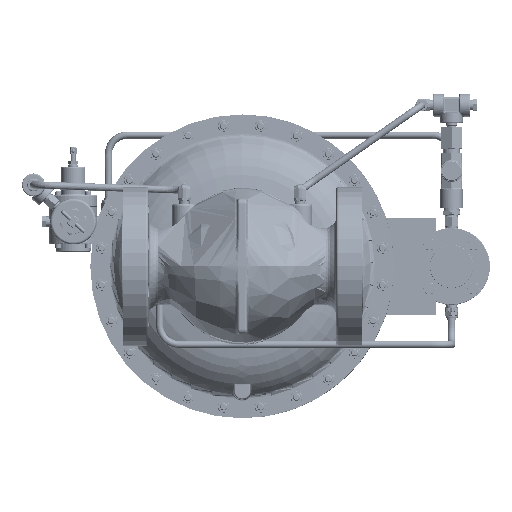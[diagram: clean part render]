
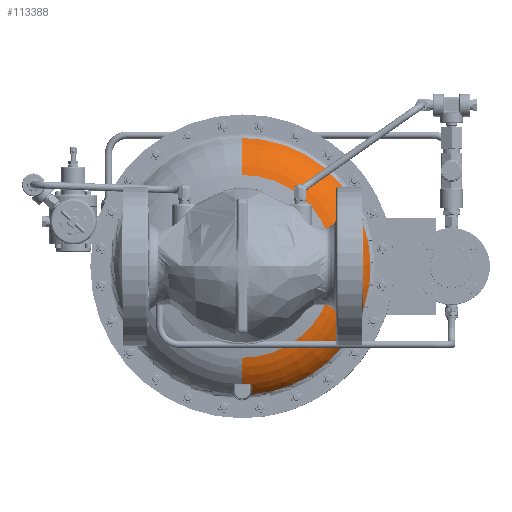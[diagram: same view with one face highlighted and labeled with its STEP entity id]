
A CAD part, front view. The second image highlights one B-rep face of the part: STEP entity #113388.
In plain terms, the highlighted toroidal (fillet/blend) face has major radius 106.491 mm and minor radius 71.438 mm.
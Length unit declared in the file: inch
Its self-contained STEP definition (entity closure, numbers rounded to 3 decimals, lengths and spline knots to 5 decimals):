
#4654 = VERTEX_POINT ( 'NONE', #474442 ) ;
#7258 = CARTESIAN_POINT ( 'NONE',  ( 0.44104, 12.86516, -6.10364 ) ) ;
#9653 = CARTESIAN_POINT ( 'NONE',  ( 0.40488, 12.84332, -6.0826 ) ) ;
#12058 = CARTESIAN_POINT ( 'NONE',  ( 0.35904, 12.835, -6.07637 ) ) ;
#18611 = ORIENTED_EDGE ( 'NONE', *, *, #377142, .F. ) ;
#20661 = CARTESIAN_POINT ( 'NONE',  ( 0., 12.835, -6.08697 ) ) ;
#40509 = FACE_OUTER_BOUND ( 'NONE', #132715, .T. ) ;
#46135 = CIRCLE ( 'NONE', #428301, 6.08697 ) ;
#47248 = CARTESIAN_POINT ( 'NONE',  ( 0.49359, 13.26135, -6.44957 ) ) ;
#63392 = CARTESIAN_POINT ( 'NONE',  ( 0.48633, 13.05115, -6.28214 ) ) ;
#64478 = AXIS2_PLACEMENT_3D ( 'NONE', #357155, #176295, #432636 ) ;
#69332 = VERTEX_POINT ( 'NONE', #483057 ) ;
#72148 = CIRCLE ( 'NONE', #64478, 4.73785 ) ;
#74076 = DIRECTION ( 'NONE',  ( 0., -1., 0. ) ) ;
#77213 = CARTESIAN_POINT ( 'NONE',  ( 0., 14.91381, 0. ) ) ;
#77272 = AXIS2_PLACEMENT_3D ( 'NONE', #241468, #199993, #131521 ) ;
#78418 = EDGE_CURVE ( 'NONE', #200888, #426347, #314246, .T. ) ;
#80730 = ORIENTED_EDGE ( 'NONE', *, *, #343642, .T. ) ;
#87804 = CARTESIAN_POINT ( 'NONE',  ( 0.37797, 12.83608, -6.07641 ) ) ;
#91531 = AXIS2_PLACEMENT_3D ( 'NONE', #377699, #196853, #157873 ) ;
#100986 = CARTESIAN_POINT ( 'NONE',  ( 4.73785, 12.15467, 0. ) ) ;
#103167 = DIRECTION ( 'NONE',  ( 0., -1., 0. ) ) ;
#110239 = CARTESIAN_POINT ( 'NONE',  ( 0.49524, 13.30884, -6.48403 ) ) ;
#110338 = CARTESIAN_POINT ( 'NONE',  ( 0., 12.835, 0. ) ) ;
#111101 = AXIS2_PLACEMENT_3D ( 'NONE', #123682, #265591, #414386 ) ;
#111791 = EDGE_CURVE ( 'NONE', #294791, #148446, #46135, .T. ) ;
#113388 = ADVANCED_FACE ( 'NONE', ( #40509 ), #421304, .T. ) ;
#118676 = DIRECTION ( 'NONE',  ( 0., 0., -1. ) ) ;
#119659 = CARTESIAN_POINT ( 'NONE',  ( 0.48249, 12.93939, -6.1768 ) ) ;
#123682 = CARTESIAN_POINT ( 'NONE',  ( 0., 12.15467, 0. ) ) ;
#131521 = DIRECTION ( 'NONE',  ( 0., 0., 1. ) ) ;
#132715 = EDGE_LOOP ( 'NONE', ( #177557, #460344, #283739, #18611, #394896, #137802, #143472, #351734, #80730 ) ) ;
#137802 = ORIENTED_EDGE ( 'NONE', *, *, #111791, .T. ) ;
#142226 = CARTESIAN_POINT ( 'NONE',  ( 0.48185, 13.45426, -6.57979 ) ) ;
#143472 = ORIENTED_EDGE ( 'NONE', *, *, #392179, .T. ) ;
#146379 = CARTESIAN_POINT ( 'NONE',  ( 0.48461, 13.00124, -6.23697 ) ) ;
#148446 = VERTEX_POINT ( 'NONE', #438934 ) ;
#157571 = VERTEX_POINT ( 'NONE', #409898 ) ;
#157873 = DIRECTION ( 'NONE',  ( 0., 0., -1. ) ) ;
#158836 = CARTESIAN_POINT ( 'NONE',  ( 0.36861, 12.835, -6.0758 ) ) ;
#164130 = VERTEX_POINT ( 'NONE', #47248 ) ;
#168549 = EDGE_CURVE ( 'NONE', #367777, #164130, #373778, .T. ) ;
#173095 = EDGE_CURVE ( 'NONE', #69332, #426347, #302361, .T. ) ;
#176295 = DIRECTION ( 'NONE',  ( 0., -1., 0. ) ) ;
#177557 = ORIENTED_EDGE ( 'NONE', *, *, #249693, .T. ) ;
#196853 = DIRECTION ( 'NONE',  ( 1., 0., 0. ) ) ;
#199993 = DIRECTION ( 'NONE',  ( -1., 0., 0. ) ) ;
#200264 = CARTESIAN_POINT ( 'NONE',  ( 0.46216, 12.88763, -6.12582 ) ) ;
#200888 = VERTEX_POINT ( 'NONE', #100986 ) ;
#211973 = B_SPLINE_CURVE_WITH_KNOTS ( 'NONE', 3,
 ( #12058, #158836, #87804, #412812, #9653, #236880, #229663, #7258, #263981, #200264, #383459, #422434, #119659, #385880 ),
 .UNSPECIFIED., .F., .F.,
 ( 4, 2, 2, 2, 2, 2, 4 ),
 ( 0., 0.00072, 0.00144, 0.00216, 0.00288, 0.00431, 0.00575 ),
 .UNSPECIFIED. ) ;
#212448 = CARTESIAN_POINT ( 'NONE',  ( 0.48988, 13.15398, -6.36868 ) ) ;
#216793 = CARTESIAN_POINT ( 'NONE',  ( 0.48296, 12.95302, -6.19006 ) ) ;
#217225 = CARTESIAN_POINT ( 'NONE',  ( 0.48296, 12.95302, -6.19006 ) ) ;
#218443 = AXIS2_PLACEMENT_3D ( 'NONE', #77213, #380070, #118676 ) ;
#229663 = CARTESIAN_POINT ( 'NONE',  ( 0.42808, 12.85536, -6.09407 ) ) ;
#236880 = CARTESIAN_POINT ( 'NONE',  ( 0.42081, 12.85087, -6.08973 ) ) ;
#241468 = CARTESIAN_POINT ( 'NONE',  ( 0., 14.91381, -4.19257 ) ) ;
#249693 = EDGE_CURVE ( 'NONE', #4654, #69332, #296898, .T. ) ;
#253893 = CARTESIAN_POINT ( 'NONE',  ( 0.49171, 13.20691, -6.41007 ) ) ;
#254539 = CARTESIAN_POINT ( 'NONE',  ( 0.49286, 13.3569, -6.51694 ) ) ;
#263981 = CARTESIAN_POINT ( 'NONE',  ( 0.44687, 12.87058, -6.10898 ) ) ;
#265591 = DIRECTION ( 'NONE',  ( 0., -1., 0. ) ) ;
#283739 = ORIENTED_EDGE ( 'NONE', *, *, #78418, .F. ) ;
#288227 = CARTESIAN_POINT ( 'NONE',  ( 0.49359, 13.26135, -6.44957 ) ) ;
#294791 = VERTEX_POINT ( 'NONE', #20661 ) ;
#296898 = CIRCLE ( 'NONE', #382564, 6.65423 ) ;
#302361 = CIRCLE ( 'NONE', #91531, 2.8125 ) ;
#314246 = CIRCLE ( 'NONE', #111101, 4.73785 ) ;
#335268 = DIRECTION ( 'NONE',  ( 0., 0., 1. ) ) ;
#337546 = CARTESIAN_POINT ( 'NONE',  ( 0.46185, 13.55351, -6.63818 ) ) ;
#338463 = EDGE_CURVE ( 'NONE', #294791, #157571, #404710, .T. ) ;
#340115 = CARTESIAN_POINT ( 'NONE',  ( 0., 12.15467, 4.73785 ) ) ;
#343642 = EDGE_CURVE ( 'NONE', #164130, #4654, #474755, .T. ) ;
#351734 = ORIENTED_EDGE ( 'NONE', *, *, #168549, .T. ) ;
#357155 = CARTESIAN_POINT ( 'NONE',  ( 0., 12.15467, 0. ) ) ;
#367777 = VERTEX_POINT ( 'NONE', #216793 ) ;
#373778 = B_SPLINE_CURVE_WITH_KNOTS ( 'NONE', 3,
 ( #217225, #146379, #63392, #212448, #253893, #288227 ),
 .UNSPECIFIED., .F., .F.,
 ( 4, 2, 4 ),
 ( 0., 0.00513, 0.01025 ),
 .UNSPECIFIED. ) ;
#377142 = EDGE_CURVE ( 'NONE', #157571, #200888, #72148, .T. ) ;
#377699 = CARTESIAN_POINT ( 'NONE',  ( 0., 14.91381, 4.19257 ) ) ;
#380070 = DIRECTION ( 'NONE',  ( 0., -1., 0. ) ) ;
#382564 = AXIS2_PLACEMENT_3D ( 'NONE', #454907, #74076, #408682 ) ;
#383459 = CARTESIAN_POINT ( 'NONE',  ( 0.46954, 12.89998, -6.13806 ) ) ;
#385880 = CARTESIAN_POINT ( 'NONE',  ( 0.48296, 12.95302, -6.19006 ) ) ;
#392179 = EDGE_CURVE ( 'NONE', #148446, #367777, #211973, .T. ) ;
#394896 = ORIENTED_EDGE ( 'NONE', *, *, #338463, .F. ) ;
#404710 = CIRCLE ( 'NONE', #77272, 2.8125 ) ;
#405825 = CARTESIAN_POINT ( 'NONE',  ( 0.49359, 13.26135, -6.44957 ) ) ;
#408682 = DIRECTION ( 'NONE',  ( 0., 0., 1. ) ) ;
#409898 = CARTESIAN_POINT ( 'NONE',  ( 0., 12.15467, -4.73785 ) ) ;
#412812 = CARTESIAN_POINT ( 'NONE',  ( 0.39625, 12.84026, -6.07983 ) ) ;
#414386 = DIRECTION ( 'NONE',  ( 0., 0., -1. ) ) ;
#421304 = TOROIDAL_SURFACE ( 'NONE', #218443, 4.19257, 2.8125 ) ;
#422434 = CARTESIAN_POINT ( 'NONE',  ( 0.47978, 12.92605, -6.16374 ) ) ;
#426347 = VERTEX_POINT ( 'NONE', #340115 ) ;
#428301 = AXIS2_PLACEMENT_3D ( 'NONE', #110338, #103167, #335268 ) ;
#432636 = DIRECTION ( 'NONE',  ( 0., 0., -1. ) ) ;
#438934 = CARTESIAN_POINT ( 'NONE',  ( 0.35904, 12.835, -6.07637 ) ) ;
#454907 = CARTESIAN_POINT ( 'NONE',  ( 0., 13.55351, 0. ) ) ;
#460344 = ORIENTED_EDGE ( 'NONE', *, *, #173095, .T. ) ;
#474442 = CARTESIAN_POINT ( 'NONE',  ( 0.46185, 13.55351, -6.63818 ) ) ;
#474755 = B_SPLINE_CURVE_WITH_KNOTS ( 'NONE', 3,
 ( #405825, #110239, #254539, #142226, #479128, #337546 ),
 .UNSPECIFIED., .F., .F.,
 ( 4, 2, 4 ),
 ( 0., 0.00443, 0.00887 ),
 .UNSPECIFIED. ) ;
#479128 = CARTESIAN_POINT ( 'NONE',  ( 0.47321, 13.50356, -6.60972 ) ) ;
#483057 = CARTESIAN_POINT ( 'NONE',  ( 0., 13.55351, 6.65423 ) ) ;
